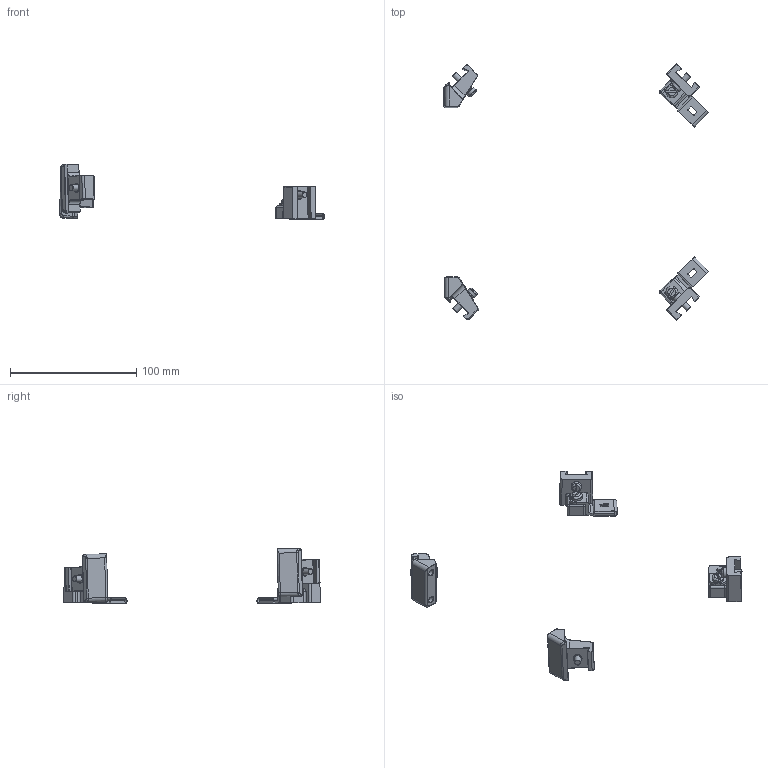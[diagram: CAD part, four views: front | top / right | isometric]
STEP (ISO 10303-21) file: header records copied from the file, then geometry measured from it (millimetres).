
FILE_DESCRIPTION (( 'STEP AP214' ), '1' );
FILE_NAME ('FRSPBKT.STEP', '2020-10-06T15:06:14', ( '' ), ( '' ), 'SwSTEP 2.0', 'SolidWorks 2019', '' );
FILE_SCHEMA (( 'AUTOMOTIVE_DESIGN' ));
Length unit declared in the file: inch
Products named in the file (1): FRSPBKT
Bounding box: 209.85 x 203.47 x 44 mm (x, y, z)
Volume: 41672.2 mm3; surface area: 24635.3 mm2
Topology: 16 solids, 16 shells, 416 faces, 988 edges, 606 vertices
Faces by surface type: plane 164, cylinder 154, bspline 88, cone 10
Full cylindrical faces by diameter (mm): 3.962 x2, 4.826 x6, 6.248 x2, 6.35 x2, 6.426 x6, 7.925 x4, 8 x4, 8.89 x2, 9.474 x2
Entity records: 18097 total; most frequent: CARTESIAN_POINT 9279, ORIENTED_EDGE 1800, DIRECTION 1596, EDGE_CURVE 900, VERTEX_POINT 580, AXIS2_PLACEMENT_3D 578, EDGE_LOOP 516, FACE_OUTER_BOUND 460
